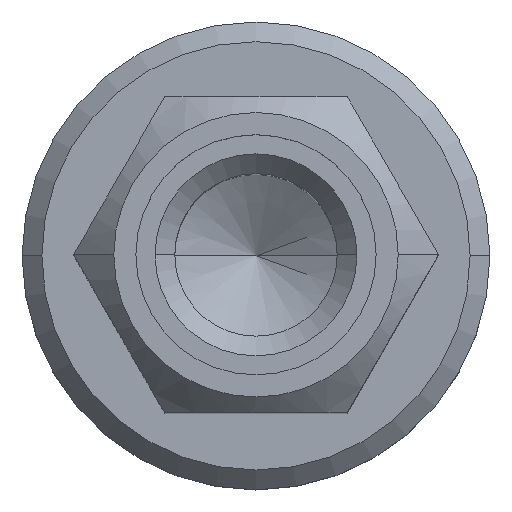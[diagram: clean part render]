
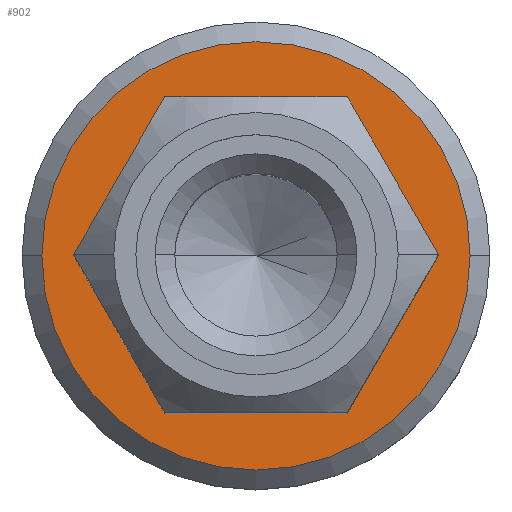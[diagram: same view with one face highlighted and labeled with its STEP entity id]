
A CAD part, top view. The second image highlights one B-rep face of the part: STEP entity #902.
In plain terms, the highlighted planar face has unit normal (0, 0, 1).
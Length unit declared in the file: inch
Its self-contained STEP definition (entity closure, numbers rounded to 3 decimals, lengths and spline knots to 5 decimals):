
#1 = DIRECTION ( 'NONE',  ( 0., 0., 1. ) ) ;
#21 = VERTEX_POINT ( 'NONE', #132 ) ;
#25 = ORIENTED_EDGE ( 'NONE', *, *, #1031, .F. ) ;
#97 = DIRECTION ( 'NONE',  ( -1., 0., 0. ) ) ;
#105 = CARTESIAN_POINT ( 'NONE',  ( -0.14434, 0.25, 1.25 ) ) ;
#132 = CARTESIAN_POINT ( 'NONE',  ( 0.33875, 0., 1.25 ) ) ;
#133 = DIRECTION ( 'NONE',  ( 0.5, -0.866, 0. ) ) ;
#147 = EDGE_CURVE ( 'NONE', #218, #495, #502, .T. ) ;
#165 = CARTESIAN_POINT ( 'NONE',  ( 0.14434, -0.25, 1.25 ) ) ;
#167 = VECTOR ( 'NONE', #97, 39.37008 ) ;
#175 = LINE ( 'NONE', #786, #326 ) ;
#188 = CIRCLE ( 'NONE', #329, 0.33875 ) ;
#216 = CARTESIAN_POINT ( 'NONE',  ( -0.28868, 0., 1.25 ) ) ;
#218 = VERTEX_POINT ( 'NONE', #165 ) ;
#220 = DIRECTION ( 'NONE',  ( -0.5, 0.866, 0. ) ) ;
#234 = ORIENTED_EDGE ( 'NONE', *, *, #456, .F. ) ;
#239 = DIRECTION ( 'NONE',  ( 0.5, 0.866, 0. ) ) ;
#240 = FACE_BOUND ( 'NONE', #974, .T. ) ;
#297 = VECTOR ( 'NONE', #133, 39.37008 ) ;
#311 = LINE ( 'NONE', #667, #825 ) ;
#326 = VECTOR ( 'NONE', #609, 39.37008 ) ;
#329 = AXIS2_PLACEMENT_3D ( 'NONE', #464, #487, #1075 ) ;
#341 = ORIENTED_EDGE ( 'NONE', *, *, #675, .F. ) ;
#360 = DIRECTION ( 'NONE',  ( -0.5, -0.866, 0. ) ) ;
#363 = LINE ( 'NONE', #629, #167 ) ;
#390 = ORIENTED_EDGE ( 'NONE', *, *, #862, .T. ) ;
#403 = CARTESIAN_POINT ( 'NONE',  ( -0.28868, 0., 1.25 ) ) ;
#428 = CARTESIAN_POINT ( 'NONE',  ( 0., 0., 1.25 ) ) ;
#456 = EDGE_CURVE ( 'NONE', #815, #531, #363, .T. ) ;
#457 = VERTEX_POINT ( 'NONE', #958 ) ;
#459 = LINE ( 'NONE', #877, #962 ) ;
#464 = CARTESIAN_POINT ( 'NONE',  ( 0., 0., 1.25 ) ) ;
#465 = EDGE_CURVE ( 'NONE', #996, #218, #175, .T. ) ;
#466 = CARTESIAN_POINT ( 'NONE',  ( 0.28868, 0., 1.25 ) ) ;
#487 = DIRECTION ( 'NONE',  ( 0., 0., 1. ) ) ;
#495 = VERTEX_POINT ( 'NONE', #466 ) ;
#502 = LINE ( 'NONE', #928, #1033 ) ;
#504 = PLANE ( 'NONE',  #891 ) ;
#521 = ORIENTED_EDGE ( 'NONE', *, *, #465, .F. ) ;
#531 = VERTEX_POINT ( 'NONE', #105 ) ;
#535 = CARTESIAN_POINT ( 'NONE',  ( -0.14434, -0.25, 1.25 ) ) ;
#566 = VERTEX_POINT ( 'NONE', #403 ) ;
#584 = CARTESIAN_POINT ( 'NONE',  ( 0.14434, 0.25, 1.25 ) ) ;
#594 = DIRECTION ( 'NONE',  ( 1., 0., 0. ) ) ;
#599 = ORIENTED_EDGE ( 'NONE', *, *, #1103, .T. ) ;
#601 = EDGE_CURVE ( 'NONE', #495, #815, #311, .T. ) ;
#609 = DIRECTION ( 'NONE',  ( 1., 0., 0. ) ) ;
#629 = CARTESIAN_POINT ( 'NONE',  ( 0.14434, 0.25, 1.25 ) ) ;
#667 = CARTESIAN_POINT ( 'NONE',  ( 0.28868, 0., 1.25 ) ) ;
#675 = EDGE_CURVE ( 'NONE', #566, #996, #830, .T. ) ;
#720 = ORIENTED_EDGE ( 'NONE', *, *, #147, .F. ) ;
#764 = CARTESIAN_POINT ( 'NONE',  ( 0., 0., 1.25 ) ) ;
#786 = CARTESIAN_POINT ( 'NONE',  ( -0.14434, -0.25, 1.25 ) ) ;
#802 = CIRCLE ( 'NONE', #917, 0.33875 ) ;
#815 = VERTEX_POINT ( 'NONE', #584 ) ;
#825 = VECTOR ( 'NONE', #220, 39.37008 ) ;
#830 = LINE ( 'NONE', #216, #297 ) ;
#849 = EDGE_LOOP ( 'NONE', ( #599, #390 ) ) ;
#862 = EDGE_CURVE ( 'NONE', #21, #457, #802, .T. ) ;
#877 = CARTESIAN_POINT ( 'NONE',  ( -0.14434, 0.25, 1.25 ) ) ;
#891 = AXIS2_PLACEMENT_3D ( 'NONE', #764, #1, #1102 ) ;
#902 = ADVANCED_FACE ( 'NONE', ( #1026, #240 ), #504, .T. ) ;
#917 = AXIS2_PLACEMENT_3D ( 'NONE', #428, #945, #594 ) ;
#928 = CARTESIAN_POINT ( 'NONE',  ( 0.14434, -0.25, 1.25 ) ) ;
#945 = DIRECTION ( 'NONE',  ( 0., 0., 1. ) ) ;
#958 = CARTESIAN_POINT ( 'NONE',  ( -0.33875, 0., 1.25 ) ) ;
#962 = VECTOR ( 'NONE', #360, 39.37008 ) ;
#974 = EDGE_LOOP ( 'NONE', ( #1080, #720, #521, #341, #25, #234 ) ) ;
#996 = VERTEX_POINT ( 'NONE', #535 ) ;
#1026 = FACE_OUTER_BOUND ( 'NONE', #849, .T. ) ;
#1031 = EDGE_CURVE ( 'NONE', #531, #566, #459, .T. ) ;
#1033 = VECTOR ( 'NONE', #239, 39.37008 ) ;
#1075 = DIRECTION ( 'NONE',  ( 1., 0., 0. ) ) ;
#1080 = ORIENTED_EDGE ( 'NONE', *, *, #601, .F. ) ;
#1102 = DIRECTION ( 'NONE',  ( 1., 0., 0. ) ) ;
#1103 = EDGE_CURVE ( 'NONE', #457, #21, #188, .T. ) ;
